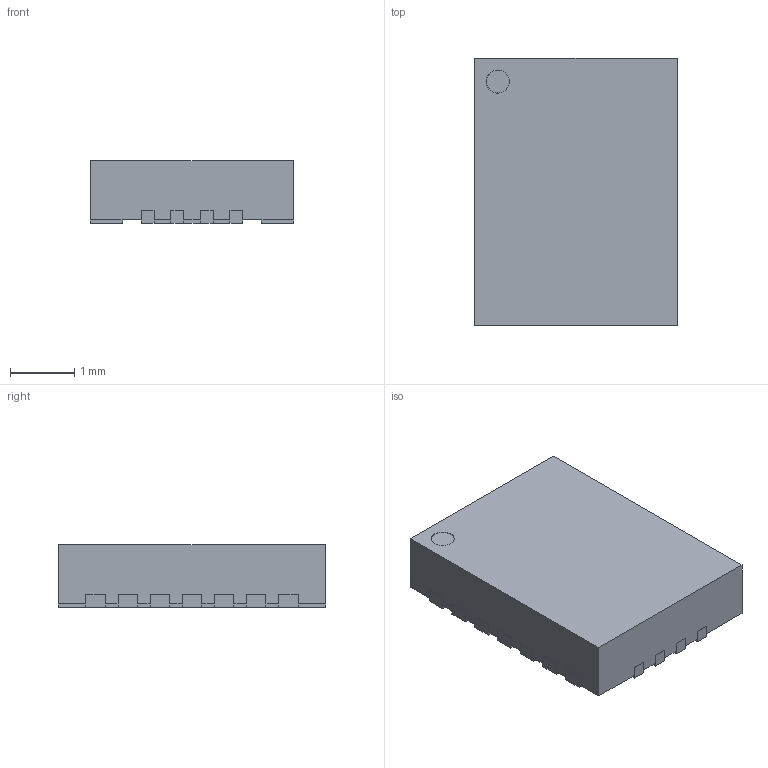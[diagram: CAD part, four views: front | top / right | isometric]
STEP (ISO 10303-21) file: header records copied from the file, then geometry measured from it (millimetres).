
FILE_DESCRIPTION (( 'STEP AP214' ), '1' );
FILE_NAME ('VFDFN-14.STEP', '2018-10-09T19:48:00', ( '' ), ( '' ), 'SwSTEP 2.0', 'SolidWorks 2016', '' );
FILE_SCHEMA (( 'AUTOMOTIVE_DESIGN' ));
Length unit declared in the file: millimetre
Products named in the file (1): VFDFN-14
Bounding box: 3.16 x 4.16 x 0.97 mm (x, y, z)
Volume: 12.4 mm3; surface area: 41.8 mm2
Topology: 1 solids, 1 shells, 137 faces, 402 edges, 268 vertices
Faces by surface type: plane 135, cone 2
Entity records: 4637 total; most frequent: CARTESIAN_POINT 808, ORIENTED_EDGE 804, DIRECTION 682, EDGE_CURVE 402, LINE 398, VECTOR 398, VERTEX_POINT 268, AXIS2_PLACEMENT_3D 142
